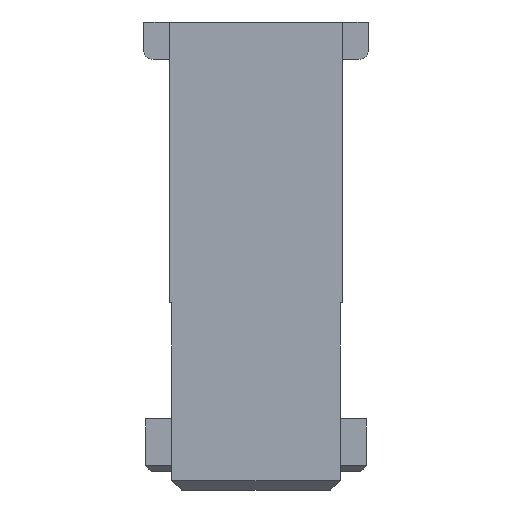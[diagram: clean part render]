
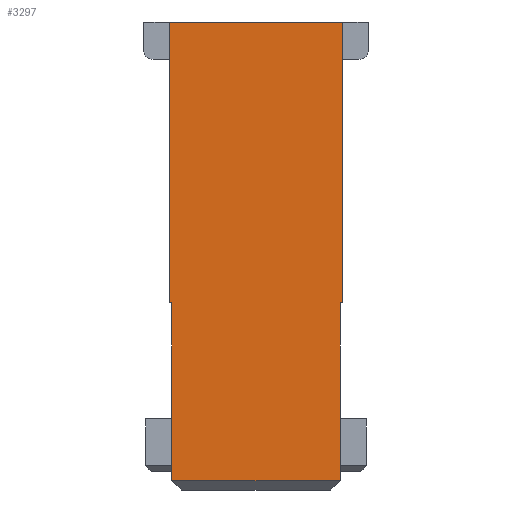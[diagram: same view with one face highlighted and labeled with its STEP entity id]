
A CAD part, left-side view. The second image highlights one B-rep face of the part: STEP entity #3297.
In plain terms, the highlighted planar face has unit normal (-1, 0, 0).
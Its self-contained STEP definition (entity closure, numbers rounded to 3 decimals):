
#748=ORIENTED_EDGE('',*,*,#977,.T.);
#749=ORIENTED_EDGE('',*,*,#1314,.T.);
#750=ORIENTED_EDGE('',*,*,#1366,.T.);
#751=ORIENTED_EDGE('',*,*,#1355,.T.);
#752=ORIENTED_EDGE('',*,*,#1022,.T.);
#753=ORIENTED_EDGE('',*,*,#1367,.T.);
#754=ORIENTED_EDGE('',*,*,#1054,.T.);
#755=ORIENTED_EDGE('',*,*,#1322,.T.);
#977=EDGE_CURVE('',#1442,#1441,#1741,.T.);
#1022=EDGE_CURVE('',#1477,#1476,#1782,.T.);
#1054=EDGE_CURVE('',#1499,#1498,#1810,.T.);
#1314=EDGE_CURVE('',#1441,#1673,#2068,.T.);
#1322=EDGE_CURVE('',#1498,#1442,#2076,.T.);
#1355=EDGE_CURVE('',#1693,#1477,#2109,.T.);
#1366=EDGE_CURVE('',#1673,#1693,#2120,.T.);
#1367=EDGE_CURVE('',#1476,#1499,#2121,.T.);
#1441=VERTEX_POINT('',#4371);
#1442=VERTEX_POINT('',#4373);
#1476=VERTEX_POINT('',#4462);
#1477=VERTEX_POINT('',#4464);
#1498=VERTEX_POINT('',#4527);
#1499=VERTEX_POINT('',#4529);
#1673=VERTEX_POINT('',#5051);
#1693=VERTEX_POINT('',#5131);
#1741=LINE('',#4372,#2193);
#1782=LINE('',#4463,#2234);
#1810=LINE('',#4528,#2262);
#2068=LINE('',#5052,#2520);
#2076=LINE('',#5066,#2528);
#2109=LINE('',#5130,#2561);
#2120=LINE('',#5151,#2572);
#2121=LINE('',#5152,#2573);
#2193=VECTOR('',#3544,1000.);
#2234=VECTOR('',#3615,1000.);
#2262=VECTOR('',#3673,1000.);
#2520=VECTOR('',#4113,1000.);
#2528=VECTOR('',#4127,1000.);
#2561=VECTOR('',#4190,1000.);
#2572=VECTOR('',#4211,1000.);
#2573=VECTOR('',#4212,1000.);
#2777=EDGE_LOOP('',(#748,#749,#750,#751,#752,#753,#754,#755));
#2957=FACE_BOUND('',#2777,.T.);
#3127=PLANE('',#3493);
#3297=ADVANCED_FACE('',(#2957),#3127,.T.);
#3493=AXIS2_PLACEMENT_3D('',#5150,#4209,#4210);
#3544=DIRECTION('',(0.,0.,-1.));
#3615=DIRECTION('',(0.,0.,1.));
#3673=DIRECTION('',(0.,0.,-1.));
#4113=DIRECTION('',(0.,-1.,0.));
#4127=DIRECTION('',(0.,-1.,0.));
#4190=DIRECTION('',(0.,-1.,0.));
#4209=DIRECTION('',(-1.,0.,0.));
#4210=DIRECTION('',(0.,0.,1.));
#4211=DIRECTION('',(0.,0.,1.));
#4212=DIRECTION('',(0.,1.,0.));
#4371=CARTESIAN_POINT('',(-5.,4.5,-12.));
#4372=CARTESIAN_POINT('',(-5.,4.5,-2.5));
#4373=CARTESIAN_POINT('',(-5.,4.5,-2.5));
#4462=CARTESIAN_POINT('',(-5.,-4.625,12.5));
#4463=CARTESIAN_POINT('',(-5.,-4.625,12.5));
#4464=CARTESIAN_POINT('',(-5.,-4.625,-2.5));
#4527=CARTESIAN_POINT('',(-5.,4.625,-2.5));
#4528=CARTESIAN_POINT('',(-5.,4.625,12.5));
#4529=CARTESIAN_POINT('',(-5.,4.625,12.5));
#5051=CARTESIAN_POINT('',(-5.,-4.5,-12.));
#5052=CARTESIAN_POINT('',(-5.,-4.5,-12.));
#5066=CARTESIAN_POINT('',(-5.,4.625,-2.5));
#5130=CARTESIAN_POINT('',(-5.,-4.625,-2.5));
#5131=CARTESIAN_POINT('',(-5.,-4.5,-2.5));
#5150=CARTESIAN_POINT('',(-5.,0.,0.));
#5151=CARTESIAN_POINT('',(-5.,-4.5,-2.5));
#5152=CARTESIAN_POINT('',(-5.,4.625,12.5));
